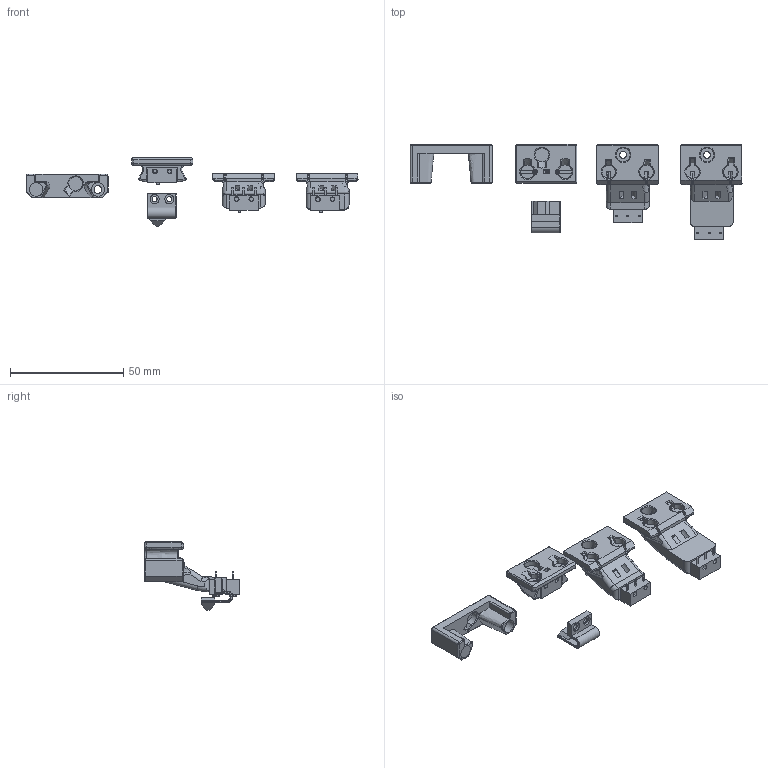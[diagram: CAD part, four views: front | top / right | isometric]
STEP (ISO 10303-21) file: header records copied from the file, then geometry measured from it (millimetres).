
FILE_DESCRIPTION(/* description */ (''),/* implementation_level */ '2;1');
FILE_NAME(/* name */ 'Klicky Probe + Dock.step',/* time_stamp */ '2022-02-24T13:18:39+01:00',/* author */ (''),/* organization */ (''),/* preprocessor_version */ 'ST-DEVELOPER v18.1',/* originating_system */ 'Autodesk Translation Framework v10.13.0.1454',/* authorisation */ '');
FILE_SCHEMA (('AUTOMOTIVE_DESIGN { 1 0 10303 214 3 1 1 }'));
Length unit declared in the file: millimetre
Products named in the file (16): (Unsaved); Klicky base; KlickyProbe_v2; D2F; D2F_ACTUATOR; D2F_BASE; KlickyProbe_Long_v2; D2F (3) (1); D2F_ACTUATOR (3) (1); D2F_BASE (3) (1); KlickyProbe_Longer_v2; D2F (2); D2F_ACTUATOR (2); D2F_BASE (2); Probe Dock v2; Switch_extender
Assembly tree (15 placements, depth 5):
  (Unsaved)
    Klicky base
      KlickyProbe_v2
        D2F
          D2F_ACTUATOR
          D2F_BASE
      KlickyProbe_Long_v2
        D2F (3) (1)
          D2F_ACTUATOR (3) (1)
          D2F_BASE (3) (1)
      KlickyProbe_Longer_v2
        D2F (2)
          D2F_ACTUATOR (2)
          D2F_BASE (2)
      Probe Dock v2
      Switch_extender
Bounding box: 146.64 x 41.94 x 30.3 mm (x, y, z)
Volume: 17264.1 mm3; surface area: 12906 mm2
Topology: 11 solids, 11 shells, 739 faces, 1890 edges, 1184 vertices
Faces by surface type: plane 440, cylinder 149, bspline 91, cone 43, sphere 10, torus 6
Full cylindrical faces by diameter (mm): 1.6 x4, 1.8 x4, 2 x3, 2.2 x2, 3 x2, 3.4 x2, 4 x2, 6 x2, 6.1 x2
Entity records: 34217 total; most frequent: CARTESIAN_POINT 16534, ORIENTED_EDGE 3752, DIRECTION 3318, EDGE_CURVE 1876, LINE 1214, VECTOR 1214, VERTEX_POINT 1182, AXIS2_PLACEMENT_3D 1052
